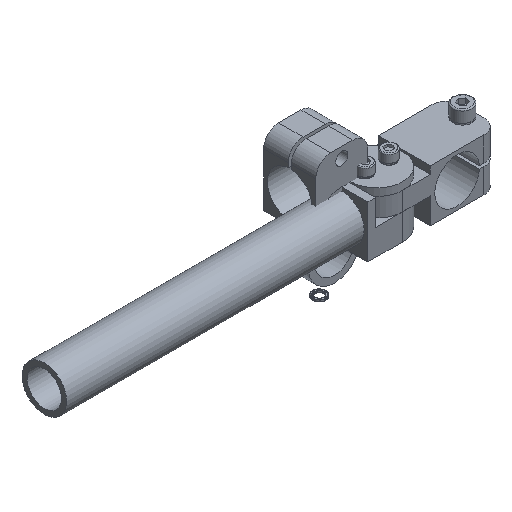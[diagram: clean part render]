
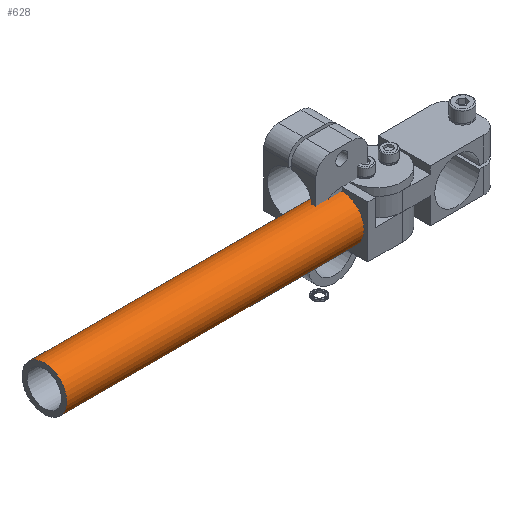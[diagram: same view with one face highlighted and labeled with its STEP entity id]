
A CAD part, isometric view. The second image highlights one B-rep face of the part: STEP entity #628.
In plain terms, the highlighted cylindrical face has radius 15 mm (diameter 30 mm), a full revolution.
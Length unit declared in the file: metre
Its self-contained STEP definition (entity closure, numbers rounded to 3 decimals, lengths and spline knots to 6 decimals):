
#628 = ADVANCED_FACE( '', ( #1314, #1315 ), #1316, .T. );
#1314 = FACE_OUTER_BOUND( '', #1956, .T. );
#1315 = FACE_OUTER_BOUND( '', #1957, .T. );
#1316 = CYLINDRICAL_SURFACE( '', #1958, 0.015 );
#1956 = EDGE_LOOP( '', ( #4249 ) );
#1957 = EDGE_LOOP( '', ( #4250 ) );
#1958 = AXIS2_PLACEMENT_3D( '', #4251, #4252, #4253 );
#4249 = ORIENTED_EDGE( '', *, *, #5139, .F. );
#4250 = ORIENTED_EDGE( '', *, *, #5140, .F. );
#4251 = CARTESIAN_POINT( '', ( -0.2, 0., 0. ) );
#4252 = DIRECTION( '', ( -1., 0., 0. ) );
#4253 = DIRECTION( '', ( 0., 0., -1. ) );
#5139 = EDGE_CURVE( '', #6397, #6397, #6398, .T. );
#5140 = EDGE_CURVE( '', #6399, #6399, #6400, .T. );
#6397 = VERTEX_POINT( '', #8096 );
#6398 = CIRCLE( '', #8097, 0.015 );
#6399 = VERTEX_POINT( '', #8098 );
#6400 = CIRCLE( '', #8099, 0.015 );
#8096 = CARTESIAN_POINT( '', ( -0.2, 0.015, 0. ) );
#8097 = AXIS2_PLACEMENT_3D( '', #9351, #9352, #9353 );
#8098 = CARTESIAN_POINT( '', ( 0., 0., -0.015 ) );
#8099 = AXIS2_PLACEMENT_3D( '', #9354, #9355, #9356 );
#9351 = CARTESIAN_POINT( '', ( -0.2, 0., 0. ) );
#9352 = DIRECTION( '', ( -1., 0., 0. ) );
#9353 = DIRECTION( '', ( 0., 1., 0. ) );
#9354 = CARTESIAN_POINT( '', ( 0., 0., 0. ) );
#9355 = DIRECTION( '', ( 1., 0., 0. ) );
#9356 = DIRECTION( '', ( 0., 0., -1. ) );
